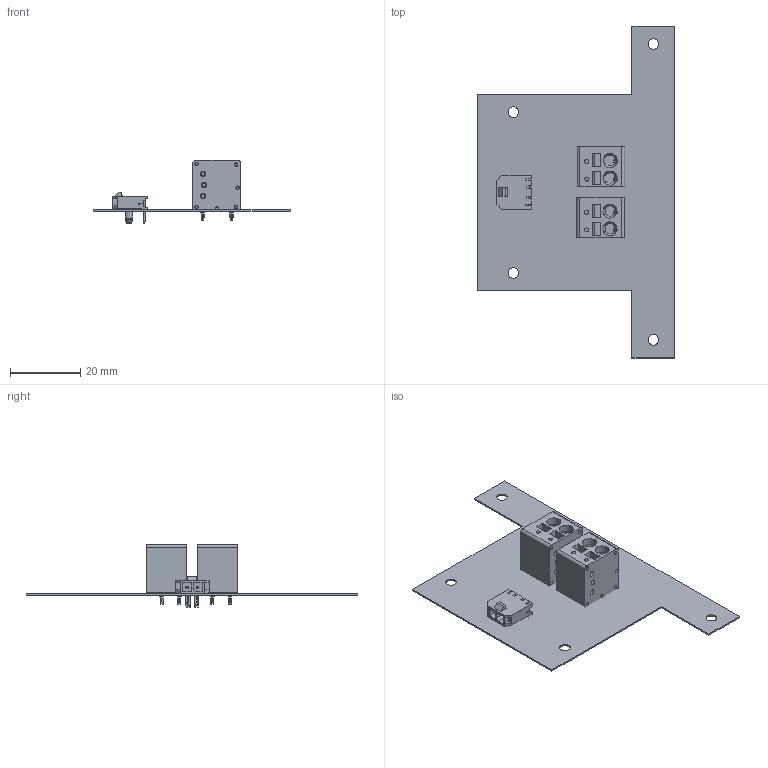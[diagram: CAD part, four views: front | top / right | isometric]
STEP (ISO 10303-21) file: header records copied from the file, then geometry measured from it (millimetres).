
FILE_DESCRIPTION(('Open CASCADE Model'),'2;1');
FILE_NAME('Open CASCADE Shape Model','2020-05-21T10:23:40',('Author'),( 'Open CASCADE'),'Open CASCADE STEP processor 6.8','Open CASCADE 6.8' ,'Unknown');
FILE_SCHEMA(('AUTOMOTIVE_DESIGN { 1 0 10303 214 1 1 1 1 }'));
Length unit declared in the file: millimetre
Products named in the file (10): PCB; Board; Open CASCADE STEP translator 6.8 2.1.1; J3; 6528105056; Open CASCADE STEP translator 6.8 2.2.1.1; Open CASCADE STEP translator 6.8 2.2.1.2; J2; 6528105616; J1
Assembly tree (10 placements, depth 4):
  PCB
    Board
      Open CASCADE STEP translator 6.8 2.1.1
    J3
      6528105056
        Open CASCADE STEP translator 6.8 2.2.1.1
        Open CASCADE STEP translator 6.8 2.2.1.2
    J2
      6528105616
    J1
      6528105616
Bounding box: 56.13 x 94.23 x 17.89 mm (x, y, z)
Volume: 5879.1 mm3; surface area: 10359.1 mm2
Topology: 5 solids, 5 shells, 677 faces, 1704 edges, 1124 vertices
Faces by surface type: plane 421, cylinder 168, cone 82, torus 4, bspline 2
Full cylindrical faces by diameter (mm): 1.02 x2, 1.35 x8, 3 x5
Entity records: 15668 total; most frequent: CARTESIAN_POINT 2760, DIRECTION 2331, ORIENTED_EDGE 2262, EDGE_CURVE 1131, LINE 829, VECTOR 829, AXIS2_PLACEMENT_3D 751, VERTEX_POINT 734
